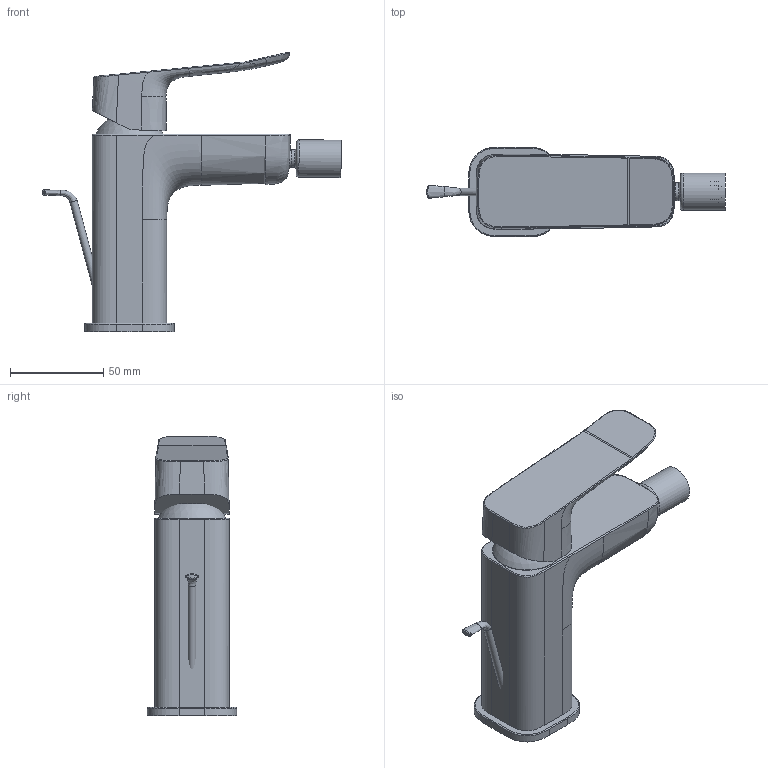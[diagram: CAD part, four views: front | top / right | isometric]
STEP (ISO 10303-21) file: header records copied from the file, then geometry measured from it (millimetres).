
FILE_DESCRIPTION(/* description */ ('Unknown'),/* implementation_level */ '2;1');
FILE_NAME(/* name */ '1018770000',/* time_stamp */ '2024-01-18T10:33:42+01:00',/* author */ ('Unknown'),/* organization */ ('GROHE AG'),/* preprocessor_version */ 'ST-DEVELOPER v16.7',/* originating_system */ 'DEX',/* authorisation */ $);
FILE_SCHEMA (('AUTOMOTIVE_DESIGN {1 0 10303 214 3 1 1}'));
Length unit declared in the file: millimetre
Products named in the file (9): Asm5; 1018770000_OHM_BIDET_OHM_BIDET_100347410_oa_0; 418507038_GEH_EHM_BI_OHM_BIDET_100321060; 418697038_HEBEL_EHM-_OHM_LEVER_02212526; A4222472_KAPPE_01014436; 418676038_ROSETTE_ROSETTE_100328681_oa_1; 65936PD6_STANGE_ZUG_LIFT_ROD_100231522_oa_2; A4223200_Gelenk__Ku_BALL_JOINT_01066153_oa_3; A4223201_Gelenk__Ku_BALL_JOINT_01066151
Assembly tree (8 placements, depth 4):
  Asm5
    1018770000_OHM_BIDET_OHM_BIDET_100347410_oa_0
      418507038_GEH_EHM_BI_OHM_BIDET_100321060
      418697038_HEBEL_EHM-_OHM_LEVER_02212526
      A4222472_KAPPE_01014436
      418676038_ROSETTE_ROSETTE_100328681_oa_1
      65936PD6_STANGE_ZUG_LIFT_ROD_100231522_oa_2
      A4223200_Gelenk__Ku_BALL_JOINT_01066153_oa_3
        A4223201_Gelenk__Ku_BALL_JOINT_01066151
Bounding box: 159.73 x 48 x 149.52 mm (x, y, z)
Volume: 285435.1 mm3; surface area: 53011.7 mm2
Topology: 6 solids, 9 shells, 155 faces, 384 edges, 251 vertices
Faces by surface type: cylinder 50, plane 42, bspline 38, torus 16, cone 6, sphere 3
Full cylindrical faces by diameter (mm): 4 x1, 9.5 x1, 11.45 x1, 17 x1, 17.2 x1, 17.575 x4, 18.6 x2, 18.75 x5, 18.8 x1, 20 x1, 29.5 x1, 34.8 x1, 36.9 x2
Entity records: 14752 total; most frequent: CARTESIAN_POINT 11779, ORIENTED_EDGE 598, DIRECTION 442, EDGE_CURVE 299, VERTEX_POINT 215, AXIS2_PLACEMENT_3D 201, EDGE_LOOP 194, FACE_BOUND 194
